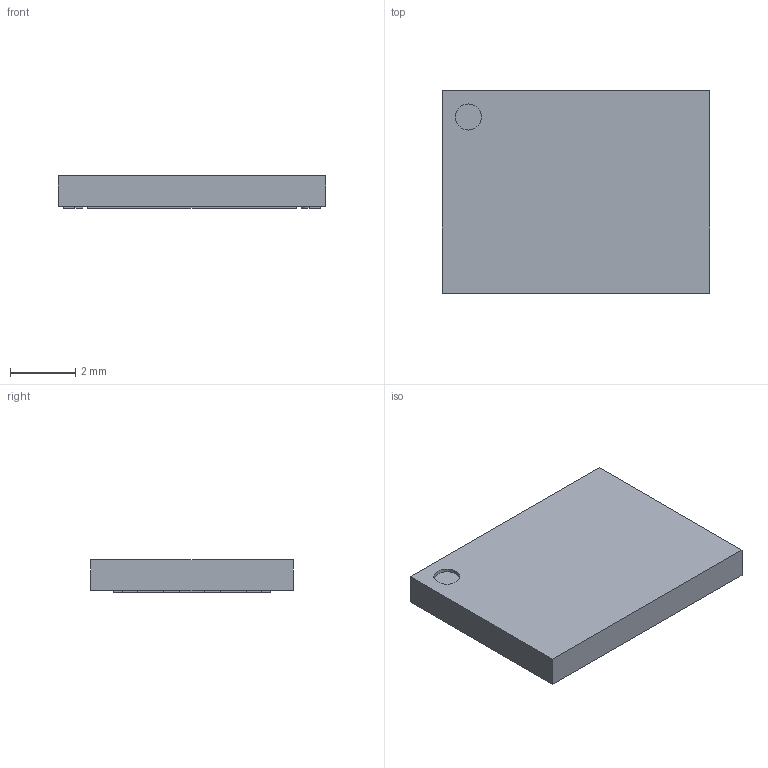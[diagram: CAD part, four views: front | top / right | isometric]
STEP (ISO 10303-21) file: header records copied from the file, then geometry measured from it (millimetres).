
FILE_DESCRIPTION((''),'2;1');
FILE_NAME('PSON127P800X600X100-9N-R640X480.stp','2010-01-20T09:40:01',(''),(''),'Mechanical Desktop 2006','Mechanical Desktop 2006',', , ');
FILE_SCHEMA(('AUTOMOTIVE_DESIGN { 1 2 10303 214 0 1 1 1 }'));
Length unit declared in the file: millimetre
Products named in the file (1): Product
Bounding box: 8.2 x 6.2 x 1 mm (x, y, z)
Volume: 49.9 mm3; surface area: 200.5 mm2
Topology: 10 solids, 10 shells, 127 faces, 291 edges, 194 vertices
Faces by surface type: plane 55, bspline 52, cylinder 20
Entity records: 3828 total; most frequent: CARTESIAN_POINT 993, ORIENTED_EDGE 582, DIRECTION 515, EDGE_CURVE 291, VECTOR 219, LINE 219, VERTEX_POINT 194, AXIS2_PLACEMENT_3D 148
